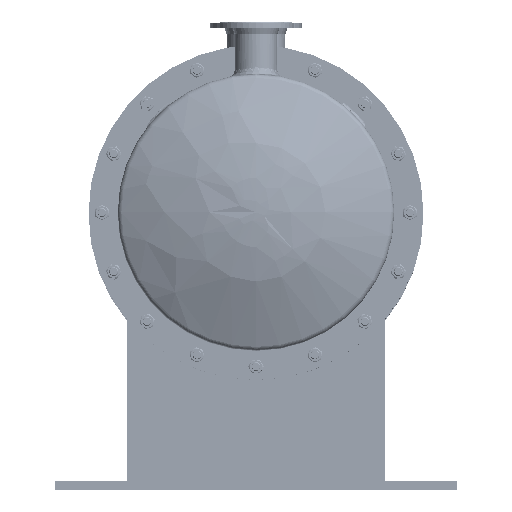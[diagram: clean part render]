
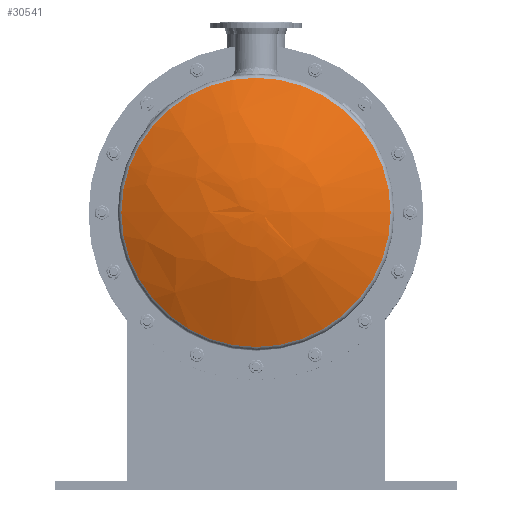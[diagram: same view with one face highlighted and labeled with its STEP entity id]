
A CAD part, top view. The second image highlights one B-rep face of the part: STEP entity #30541.
In plain terms, the highlighted free-form (B-spline) face has degree [2, 2] with [3, 9] control points.
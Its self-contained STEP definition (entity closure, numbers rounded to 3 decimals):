
#23=(
BOUNDED_SURFACE()
B_SPLINE_SURFACE(2,2,((#53962,#53963,#53964,#53965,#53966,#53967,#53968,
#53969,#53970),(#53971,#53972,#53973,#53974,#53975,#53976,#53977,#53978,
#53979),(#53980,#53981,#53982,#53983,#53984,#53985,#53986,#53987,#53988)),
 .UNSPECIFIED.,.F.,.T.,.F.)
B_SPLINE_SURFACE_WITH_KNOTS((3,3),(3,2,2,2,3),(1.098,1.564),
(-3.142,-1.571,0.,1.571,3.142),
 .UNSPECIFIED.)
GEOMETRIC_REPRESENTATION_ITEM()
RATIONAL_B_SPLINE_SURFACE(((1.,0.707,1.,0.707,1.,
0.707,1.,0.707,1.),(0.973,0.688,
0.973,0.688,0.973,0.688,
0.973,0.688,0.973),(1.,0.707,
1.,0.707,1.,0.707,1.,0.707,1.)))
REPRESENTATION_ITEM('')
SURFACE()
);
#6456=FACE_OUTER_BOUND('',#9815,.T.);
#9815=EDGE_LOOP('',(#27705,#27706,#27707));
#14674=CIRCLE('',#34832,502.389);
#14676=CIRCLE('',#34834,1119.84);
#17086=VERTEX_POINT('',#53959);
#17087=VERTEX_POINT('',#53989);
#20657=EDGE_CURVE('',#17086,#17086,#14674,.T.);
#20659=EDGE_CURVE('',#17087,#17086,#14676,.T.);
#27705=ORIENTED_EDGE('',*,*,#20659,.T.);
#27706=ORIENTED_EDGE('',*,*,#20657,.F.);
#27707=ORIENTED_EDGE('',*,*,#20659,.F.);
#30541=ADVANCED_FACE('',(#6456),#23,.F.);
#34832=AXIS2_PLACEMENT_3D('',#53960,#44162,#44163);
#34834=AXIS2_PLACEMENT_3D('',#53990,#44166,#44167);
#44162=DIRECTION('center_axis',(0.,-1.,0.));
#44163=DIRECTION('ref_axis',(0.,0.,1.));
#44166=DIRECTION('center_axis',(-1.,0.,0.));
#44167=DIRECTION('ref_axis',(0.,0.,-1.));
#53959=CARTESIAN_POINT('',(0.,527.083,-502.389));
#53960=CARTESIAN_POINT('Origin',(0.,527.083,0.));
#53962=CARTESIAN_POINT('Ctrl Pts',(0.,527.083,-502.389));
#53963=CARTESIAN_POINT('Ctrl Pts',(-502.389,527.083,-502.389));
#53964=CARTESIAN_POINT('Ctrl Pts',(-502.389,527.083,0.));
#53965=CARTESIAN_POINT('Ctrl Pts',(-502.389,527.083,502.389));
#53966=CARTESIAN_POINT('Ctrl Pts',(0.,527.083,502.389));
#53967=CARTESIAN_POINT('Ctrl Pts',(502.389,527.083,502.389));
#53968=CARTESIAN_POINT('Ctrl Pts',(502.389,527.083,0.));
#53969=CARTESIAN_POINT('Ctrl Pts',(502.389,527.083,-502.389));
#53970=CARTESIAN_POINT('Ctrl Pts',(0.,527.083,-502.389));
#53971=CARTESIAN_POINT('Ctrl Pts',(0.,648.161,-265.781));
#53972=CARTESIAN_POINT('Ctrl Pts',(-265.781,648.161,-265.781));
#53973=CARTESIAN_POINT('Ctrl Pts',(-265.781,648.161,0.));
#53974=CARTESIAN_POINT('Ctrl Pts',(-265.781,648.161,265.781));
#53975=CARTESIAN_POINT('Ctrl Pts',(0.,648.161,265.781));
#53976=CARTESIAN_POINT('Ctrl Pts',(265.781,648.161,265.781));
#53977=CARTESIAN_POINT('Ctrl Pts',(265.781,648.161,0.));
#53978=CARTESIAN_POINT('Ctrl Pts',(265.781,648.161,-265.781));
#53979=CARTESIAN_POINT('Ctrl Pts',(0.,648.161,-265.781));
#53980=CARTESIAN_POINT('Ctrl Pts',(0.,650.,0.));
#53981=CARTESIAN_POINT('Ctrl Pts',(0.,650.,0.));
#53982=CARTESIAN_POINT('Ctrl Pts',(0.,650.,0.));
#53983=CARTESIAN_POINT('Ctrl Pts',(0.,650.,0.));
#53984=CARTESIAN_POINT('Ctrl Pts',(0.,650.,0.));
#53985=CARTESIAN_POINT('Ctrl Pts',(0.,650.,0.));
#53986=CARTESIAN_POINT('Ctrl Pts',(0.,650.,0.));
#53987=CARTESIAN_POINT('Ctrl Pts',(0.,650.,0.));
#53988=CARTESIAN_POINT('Ctrl Pts',(0.,650.,0.));
#53989=CARTESIAN_POINT('',(0.,650.,0.));
#53990=CARTESIAN_POINT('Origin',(0.,-469.813,
7.748));
